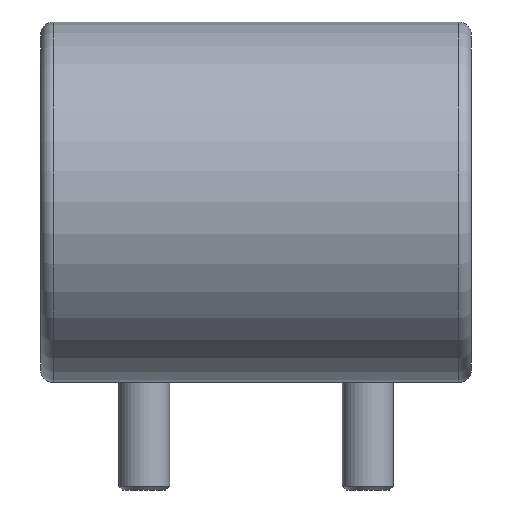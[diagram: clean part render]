
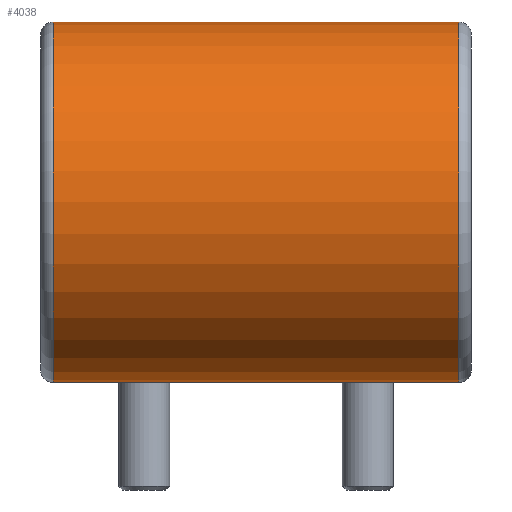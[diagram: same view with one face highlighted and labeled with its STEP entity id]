
A CAD part, front view. The second image highlights one B-rep face of the part: STEP entity #4038.
In plain terms, the highlighted cylindrical face has radius 28.2 mm (diameter 56.4 mm), a partial arc.
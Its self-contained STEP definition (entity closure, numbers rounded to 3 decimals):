
#2161 = CIRCLE ( 'NONE', #13625, 28.2 ) ;
#2412 = CARTESIAN_POINT ( 'NONE',  ( -39.045, 0., -28.2 ) ) ;
#4038 = ADVANCED_FACE ( 'NONE', ( #30910 ), #36172, .T. ) ;
#4594 = CARTESIAN_POINT ( 'NONE',  ( -31.7, 0., -28.2 ) ) ;
#5742 = VERTEX_POINT ( 'NONE', #12371 ) ;
#7620 = DIRECTION ( 'NONE',  ( -1., 0., 0. ) ) ;
#7912 = EDGE_CURVE ( 'NONE', #5742, #22660, #23832, .T. ) ;
#9505 = AXIS2_PLACEMENT_3D ( 'NONE', #16250, #7620, #16000 ) ;
#10221 = CARTESIAN_POINT ( 'NONE',  ( 31.7, 0., 0. ) ) ;
#10445 = DIRECTION ( 'NONE',  ( 0., 0., 1. ) ) ;
#11266 = AXIS2_PLACEMENT_3D ( 'NONE', #10221, #32810, #29719 ) ;
#11552 = VECTOR ( 'NONE', #25232, 1000. ) ;
#11642 = ORIENTED_EDGE ( 'NONE', *, *, #19763, .T. ) ;
#12371 = CARTESIAN_POINT ( 'NONE',  ( 31.7, 0., 28.2 ) ) ;
#13625 = AXIS2_PLACEMENT_3D ( 'NONE', #30308, #18716, #10445 ) ;
#14037 = ORIENTED_EDGE ( 'NONE', *, *, #7912, .T. ) ;
#14590 = VERTEX_POINT ( 'NONE', #35217 ) ;
#16000 = DIRECTION ( 'NONE',  ( 0., 0., 1. ) ) ;
#16250 = CARTESIAN_POINT ( 'NONE',  ( -39.045, 0., 0. ) ) ;
#16336 = VECTOR ( 'NONE', #35674, 1000. ) ;
#18716 = DIRECTION ( 'NONE',  ( -1., 0., 0. ) ) ;
#18717 = EDGE_CURVE ( 'NONE', #14590, #22220, #21688, .T. ) ;
#19169 = EDGE_LOOP ( 'NONE', ( #34224, #11642, #14037, #33636 ) ) ;
#19763 = EDGE_CURVE ( 'NONE', #14590, #5742, #27329, .T. ) ;
#21688 = LINE ( 'NONE', #2412, #11552 ) ;
#22220 = VERTEX_POINT ( 'NONE', #4594 ) ;
#22660 = VERTEX_POINT ( 'NONE', #29727 ) ;
#23832 = LINE ( 'NONE', #30352, #16336 ) ;
#25232 = DIRECTION ( 'NONE',  ( -1., 0., 0. ) ) ;
#27329 = CIRCLE ( 'NONE', #11266, 28.2 ) ;
#29719 = DIRECTION ( 'NONE',  ( 0., 0., 1. ) ) ;
#29727 = CARTESIAN_POINT ( 'NONE',  ( -31.7, 0., 28.2 ) ) ;
#30308 = CARTESIAN_POINT ( 'NONE',  ( -31.7, 0., 0. ) ) ;
#30352 = CARTESIAN_POINT ( 'NONE',  ( -39.045, 0., 28.2 ) ) ;
#30910 = FACE_OUTER_BOUND ( 'NONE', #19169, .T. ) ;
#32810 = DIRECTION ( 'NONE',  ( -1., 0., 0. ) ) ;
#33524 = EDGE_CURVE ( 'NONE', #22220, #22660, #2161, .T. ) ;
#33636 = ORIENTED_EDGE ( 'NONE', *, *, #33524, .F. ) ;
#34224 = ORIENTED_EDGE ( 'NONE', *, *, #18717, .F. ) ;
#35217 = CARTESIAN_POINT ( 'NONE',  ( 31.7, 0., -28.2 ) ) ;
#35674 = DIRECTION ( 'NONE',  ( -1., 0., 0. ) ) ;
#36172 = CYLINDRICAL_SURFACE ( 'NONE', #9505, 28.2 ) ;
